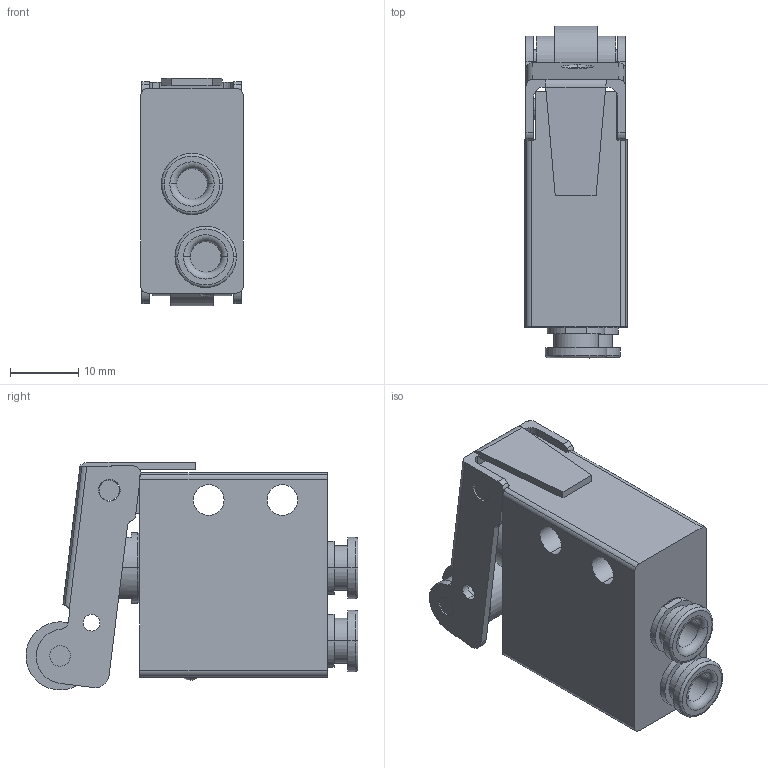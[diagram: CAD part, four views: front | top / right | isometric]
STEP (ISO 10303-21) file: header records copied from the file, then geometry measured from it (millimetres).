
FILE_DESCRIPTION((''),'2;1');
FILE_NAME('08_032_4.stp','2002-12-02T16:44:55',('Branislav Petkovic'),('AZ Pneumatica'),'AutoCAD STEP 2000i','AutoCAD 2000i','Via J. F. Kennedy, 26, 20020 Misinto (MI), ITALY');
FILE_SCHEMA(('CONFIG_CONTROL_DESIGN'));
Length unit declared in the file: millimetre
Products named in the file (11): 08_032_4; 304MR TELO; PART1AA; PUSH IN 4MM; PART1; PART2; POLUGA SA VALJKOM; PART2A; VALJAK; PIPAK 304 MA; PART1A
Assembly tree (11 placements, depth 3):
  08_032_4
    304MR TELO
      PART1AA
    PUSH IN 4MM  x2
      PART1
      PART2
    POLUGA SA VALJKOM
      PART2A
      VALJAK
    PIPAK 304 MA
      PART1A
Bounding box: 15 x 48.71 x 33.43 mm (x, y, z)
Surface area: 8930.1 mm2 (no closed solid volume)
Topology: 0 solids, 9 shells, 226 faces, 550 edges, 356 vertices
Faces by surface type: cylinder 116, plane 75, torus 14, cone 10, bspline 9, sphere 2
Entity records: 6627 total; most frequent: CARTESIAN_POINT 1496, DIRECTION 1119, ORIENTED_EDGE 974, EDGE_CURVE 487, AXIS2_PLACEMENT_3D 451, VERTEX_POINT 317, CIRCLE 236, EDGE_LOOP 236
